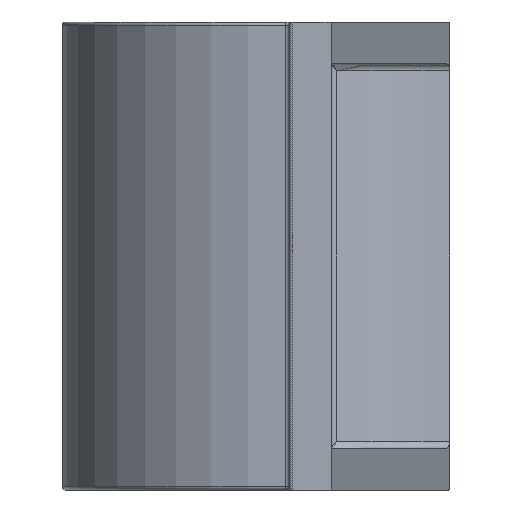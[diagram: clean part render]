
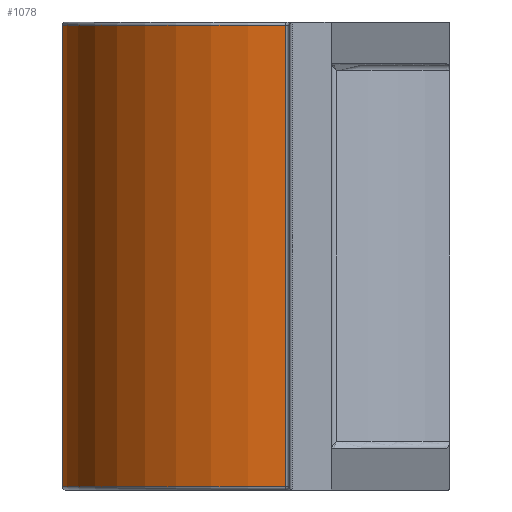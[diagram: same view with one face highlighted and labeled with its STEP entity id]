
A CAD part, left-side view. The second image highlights one B-rep face of the part: STEP entity #1078.
In plain terms, the highlighted cylindrical face has radius 16.51 mm (diameter 33.02 mm), a partial arc.
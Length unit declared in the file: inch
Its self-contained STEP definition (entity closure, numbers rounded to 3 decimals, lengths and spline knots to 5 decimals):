
#50=DIRECTION('',(0.,0.,1.));
#51=VECTOR('',#50,1.32);
#52=CARTESIAN_POINT('',(-0.64993,0.00985,0.01));
#53=LINE('',#52,#51);
#69=CARTESIAN_POINT('',(0.,0.,0.01));
#70=DIRECTION('',(0.,0.,-1.));
#71=DIRECTION('',(-1.,0.015,0.));
#72=AXIS2_PLACEMENT_3D('',#69,#70,#71);
#345=CARTESIAN_POINT('',(0.,0.,1.33));
#346=DIRECTION('',(0.,0.,1.));
#347=DIRECTION('',(0.729,-0.684,0.));
#348=AXIS2_PLACEMENT_3D('',#345,#346,#347);
#355=DIRECTION('',(0.,0.,-1.));
#356=VECTOR('',#355,1.32);
#357=CARTESIAN_POINT('',(0.47398,-0.4448,1.33));
#358=LINE('',#357,#356);
#570=CARTESIAN_POINT('',(0.47398,-0.4448,1.33));
#571=VERTEX_POINT('',#570);
#574=CARTESIAN_POINT('',(-0.64993,0.00985,1.33));
#575=VERTEX_POINT('',#574);
#602=CARTESIAN_POINT('',(0.47398,-0.4448,0.01));
#603=VERTEX_POINT('',#602);
#606=CARTESIAN_POINT('',(-0.64993,0.00985,0.01));
#607=VERTEX_POINT('',#606);
#1066=CARTESIAN_POINT('',(0.,0.,0.));
#1067=DIRECTION('',(0.,0.,1.));
#1068=DIRECTION('',(-1.,0.,0.));
#1069=AXIS2_PLACEMENT_3D('',#1066,#1067,#1068);
#1070=CYLINDRICAL_SURFACE('',#1069,0.65);
#1071=ORIENTED_EDGE('',*,*,#1059,.T.);
#1072=ORIENTED_EDGE('',*,*,#692,.F.);
#1073=ORIENTED_EDGE('',*,*,#720,.T.);
#1075=ORIENTED_EDGE('',*,*,#1074,.F.);
#1076=EDGE_LOOP('',(#1071,#1072,#1073,#1075));
#1077=FACE_OUTER_BOUND('',#1076,.F.);
#1078=ADVANCED_FACE('',(#1077),#1070,.T.);
#73=CIRCLE('',#72,0.65);
#349=CIRCLE('',#348,0.65);
#692=EDGE_CURVE('',#607,#575,#53,.T.);
#720=EDGE_CURVE('',#607,#603,#73,.T.);
#1059=EDGE_CURVE('',#571,#575,#349,.T.);
#1074=EDGE_CURVE('',#571,#603,#358,.T.);
